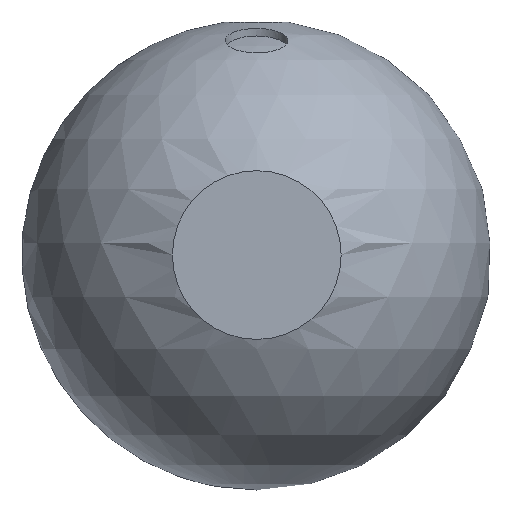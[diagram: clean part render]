
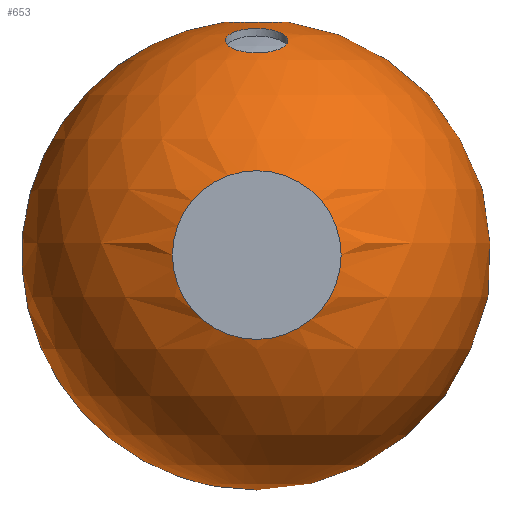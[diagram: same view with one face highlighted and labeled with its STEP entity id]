
A CAD part, front view. The second image highlights one B-rep face of the part: STEP entity #653.
In plain terms, the highlighted spherical face has radius 15 mm.
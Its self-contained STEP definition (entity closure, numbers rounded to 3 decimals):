
#26=FACE_BOUND('',#179,.T.);
#27=FACE_BOUND('',#180,.T.);
#28=FACE_BOUND('',#181,.T.);
#29=FACE_BOUND('',#182,.T.);
#42=SPHERICAL_SURFACE('',#717,15.);
#73=CIRCLE('',#699,7.262);
#78=CIRCLE('',#718,15.);
#79=CIRCLE('',#719,5.385);
#126=FACE_OUTER_BOUND('',#178,.T.);
#178=EDGE_LOOP('',(#597,#598,#599,#600));
#179=EDGE_LOOP('',(#601));
#180=EDGE_LOOP('',(#602));
#181=EDGE_LOOP('',(#603));
#182=EDGE_LOOP('',(#604));
#265=B_SPLINE_CURVE_WITH_KNOTS('',3,(#3525,#3526,#3527,#3528,#3529,#3530,
#3531,#3532,#3533,#3534,#3535,#3536,#3537,#3538,#3539,#3540,#3541,#3542),
 .UNSPECIFIED.,.T.,.F.,(4,2,2,2,2,2,2,2,4),(-1.247,-1.091,
-0.935,-0.78,-0.624,-0.468,
-0.312,-0.156,0.),.UNSPECIFIED.);
#267=B_SPLINE_CURVE_WITH_KNOTS('',3,(#3637,#3638,#3639,#3640,#3641,#3642,
#3643,#3644,#3645,#3646,#3647,#3648,#3649,#3650,#3651,#3652,#3653,#3654),
 .UNSPECIFIED.,.T.,.F.,(4,2,2,2,2,2,2,2,4),(-1.247,-1.091,
-0.935,-0.779,-0.624,-0.468,
-0.312,-0.156,0.),.UNSPECIFIED.);
#270=B_SPLINE_CURVE_WITH_KNOTS('',3,(#3757,#3758,#3759,#3760),
 .UNSPECIFIED.,.F.,.F.,(4,4),(-0.001,0.),.UNSPECIFIED.);
#271=B_SPLINE_CURVE_WITH_KNOTS('',3,(#3761,#3762,#3763,#3764,#3765,#3766,
#3767,#3768,#3769,#3770,#3771,#3772,#3773,#3774,#3775,#3776,#3777,#3778),
 .UNSPECIFIED.,.F.,.F.,(4,2,2,2,2,2,2,2,4),(-1.242,-1.087,
-0.931,-0.776,-0.621,-0.466,
-0.31,-0.155,-0.001),
 .UNSPECIFIED.);
#308=VERTEX_POINT('',#2870);
#324=VERTEX_POINT('',#3523);
#326=VERTEX_POINT('',#3635);
#330=VERTEX_POINT('',#3754);
#331=VERTEX_POINT('',#3756);
#334=VERTEX_POINT('',#3788);
#335=VERTEX_POINT('',#3790);
#387=EDGE_CURVE('',#308,#308,#73,.T.);
#411=EDGE_CURVE('',#324,#324,#265,.T.);
#414=EDGE_CURVE('',#326,#326,#267,.T.);
#419=EDGE_CURVE('',#331,#330,#270,.T.);
#420=EDGE_CURVE('',#330,#331,#271,.T.);
#424=EDGE_CURVE('',#331,#334,#78,.T.);
#425=EDGE_CURVE('',#335,#335,#79,.T.);
#597=ORIENTED_EDGE('',*,*,#420,.T.);
#598=ORIENTED_EDGE('',*,*,#424,.T.);
#599=ORIENTED_EDGE('',*,*,#424,.F.);
#600=ORIENTED_EDGE('',*,*,#419,.T.);
#601=ORIENTED_EDGE('',*,*,#411,.T.);
#602=ORIENTED_EDGE('',*,*,#414,.T.);
#603=ORIENTED_EDGE('',*,*,#387,.T.);
#604=ORIENTED_EDGE('',*,*,#425,.F.);
#653=ADVANCED_FACE('',(#126,#26,#27,#28,#29),#42,.T.);
#699=AXIS2_PLACEMENT_3D('',#2871,#794,#795);
#717=AXIS2_PLACEMENT_3D('',#3787,#841,#842);
#718=AXIS2_PLACEMENT_3D('',#3789,#843,#844);
#719=AXIS2_PLACEMENT_3D('',#3791,#845,#846);
#794=DIRECTION('center_axis',(0.,-1.,0.));
#795=DIRECTION('ref_axis',(1.,0.,0.));
#841=DIRECTION('center_axis',(0.,0.,1.));
#842=DIRECTION('ref_axis',(1.,0.,0.));
#843=DIRECTION('center_axis',(0.,-1.,0.));
#844=DIRECTION('ref_axis',(-1.,0.,0.));
#845=DIRECTION('center_axis',(0.,-1.,0.));
#846=DIRECTION('ref_axis',(1.,0.,0.));
#2870=CARTESIAN_POINT('',(7.262,13.125,0.));
#2871=CARTESIAN_POINT('Origin',(0.,13.125,0.));
#3523=CARTESIAN_POINT('',(-1.967,5.808,13.689));
#3525=CARTESIAN_POINT('Ctrl Pts',(-1.967,5.808,13.689));
#3526=CARTESIAN_POINT('Ctrl Pts',(-1.971,6.288,13.485));
#3527=CARTESIAN_POINT('Ctrl Pts',(-1.755,6.769,13.281));
#3528=CARTESIAN_POINT('Ctrl Pts',(-1.019,7.448,12.991));
#3529=CARTESIAN_POINT('Ctrl Pts',(-0.498,7.649,12.904));
#3530=CARTESIAN_POINT('Ctrl Pts',(0.547,7.65,12.902));
#3531=CARTESIAN_POINT('Ctrl Pts',(1.07,7.45,12.986));
#3532=CARTESIAN_POINT('Ctrl Pts',(1.807,6.772,13.272));
#3533=CARTESIAN_POINT('Ctrl Pts',(2.024,6.293,13.475));
#3534=CARTESIAN_POINT('Ctrl Pts',(2.029,5.331,13.883));
#3535=CARTESIAN_POINT('Ctrl Pts',(1.816,4.85,14.088));
#3536=CARTESIAN_POINT('Ctrl Pts',(1.084,4.172,14.377));
#3537=CARTESIAN_POINT('Ctrl Pts',(0.561,3.973,14.463));
#3538=CARTESIAN_POINT('Ctrl Pts',(-0.483,3.974,14.466));
#3539=CARTESIAN_POINT('Ctrl Pts',(-1.004,4.174,14.382));
#3540=CARTESIAN_POINT('Ctrl Pts',(-1.742,4.851,14.096));
#3541=CARTESIAN_POINT('Ctrl Pts',(-1.964,5.328,13.893));
#3542=CARTESIAN_POINT('Ctrl Pts',(-1.967,5.808,13.689));
#3635=CARTESIAN_POINT('',(-2.,-5.848,13.668));
#3637=CARTESIAN_POINT('Ctrl Pts',(-2.,-5.848,13.668));
#3638=CARTESIAN_POINT('Ctrl Pts',(-2.013,-5.366,13.872));
#3639=CARTESIAN_POINT('Ctrl Pts',(-1.811,-4.88,14.078));
#3640=CARTESIAN_POINT('Ctrl Pts',(-1.093,-4.187,14.372));
#3641=CARTESIAN_POINT('Ctrl Pts',(-0.575,-3.981,
14.46));
#3642=CARTESIAN_POINT('Ctrl Pts',(0.469,-3.966,14.468));
#3643=CARTESIAN_POINT('Ctrl Pts',(0.992,-4.157,14.388));
#3644=CARTESIAN_POINT('Ctrl Pts',(1.744,-4.819,14.107));
#3645=CARTESIAN_POINT('Ctrl Pts',(1.976,-5.291,13.906));
#3646=CARTESIAN_POINT('Ctrl Pts',(2.003,-6.251,13.498));
#3647=CARTESIAN_POINT('Ctrl Pts',(1.798,-6.736,13.292));
#3648=CARTESIAN_POINT('Ctrl Pts',(1.078,-7.43,12.997));
#3649=CARTESIAN_POINT('Ctrl Pts',(0.562,-7.64,12.907));
#3650=CARTESIAN_POINT('Ctrl Pts',(-0.483,-7.658,
12.9));
#3651=CARTESIAN_POINT('Ctrl Pts',(-1.009,-7.466,12.981));
#3652=CARTESIAN_POINT('Ctrl Pts',(-1.761,-6.802,13.263));
#3653=CARTESIAN_POINT('Ctrl Pts',(-1.988,-6.329,13.464));
#3654=CARTESIAN_POINT('Ctrl Pts',(-2.,-5.848,13.668));
#3754=CARTESIAN_POINT('',(-1.965,0.011,14.871));
#3756=CARTESIAN_POINT('',(-1.965,0.,14.871));
#3757=CARTESIAN_POINT('Ctrl Pts',(-1.965,0.,
14.871));
#3758=CARTESIAN_POINT('Ctrl Pts',(-1.965,0.004,
14.871));
#3759=CARTESIAN_POINT('Ctrl Pts',(-1.965,0.007,
14.871));
#3760=CARTESIAN_POINT('Ctrl Pts',(-1.965,0.011,
14.871));
#3761=CARTESIAN_POINT('Ctrl Pts',(-1.965,0.011,
14.871));
#3762=CARTESIAN_POINT('Ctrl Pts',(-1.955,0.536,14.872));
#3763=CARTESIAN_POINT('Ctrl Pts',(-1.747,1.051,14.87));
#3764=CARTESIAN_POINT('Ctrl Pts',(-1.023,1.786,14.867));
#3765=CARTESIAN_POINT('Ctrl Pts',(-0.506,2.005,14.866));
#3766=CARTESIAN_POINT('Ctrl Pts',(0.54,2.012,14.864));
#3767=CARTESIAN_POINT('Ctrl Pts',(1.07,1.801,14.862));
#3768=CARTESIAN_POINT('Ctrl Pts',(1.772,1.054,14.867));
#3769=CARTESIAN_POINT('Ctrl Pts',(1.945,0.518,14.874));
#3770=CARTESIAN_POINT('Ctrl Pts',(1.924,-0.533,14.876));
#3771=CARTESIAN_POINT('Ctrl Pts',(1.73,-1.049,14.872));
#3772=CARTESIAN_POINT('Ctrl Pts',(1.015,-1.785,14.868));
#3773=CARTESIAN_POINT('Ctrl Pts',(0.494,-2.005,14.867));
#3774=CARTESIAN_POINT('Ctrl Pts',(-0.552,-2.01,
14.864));
#3775=CARTESIAN_POINT('Ctrl Pts',(-1.075,-1.795,14.862));
#3776=CARTESIAN_POINT('Ctrl Pts',(-1.784,-1.049,14.865));
#3777=CARTESIAN_POINT('Ctrl Pts',(-1.972,-0.521,
14.87));
#3778=CARTESIAN_POINT('Ctrl Pts',(-1.965,0.,
14.871));
#3787=CARTESIAN_POINT('Origin',(0.,0.,0.));
#3788=CARTESIAN_POINT('',(0.,0.,-15.));
#3789=CARTESIAN_POINT('Origin',(0.,0.,0.));
#3790=CARTESIAN_POINT('',(5.385,-14.,0.));
#3791=CARTESIAN_POINT('Origin',(0.,-14.,0.));
